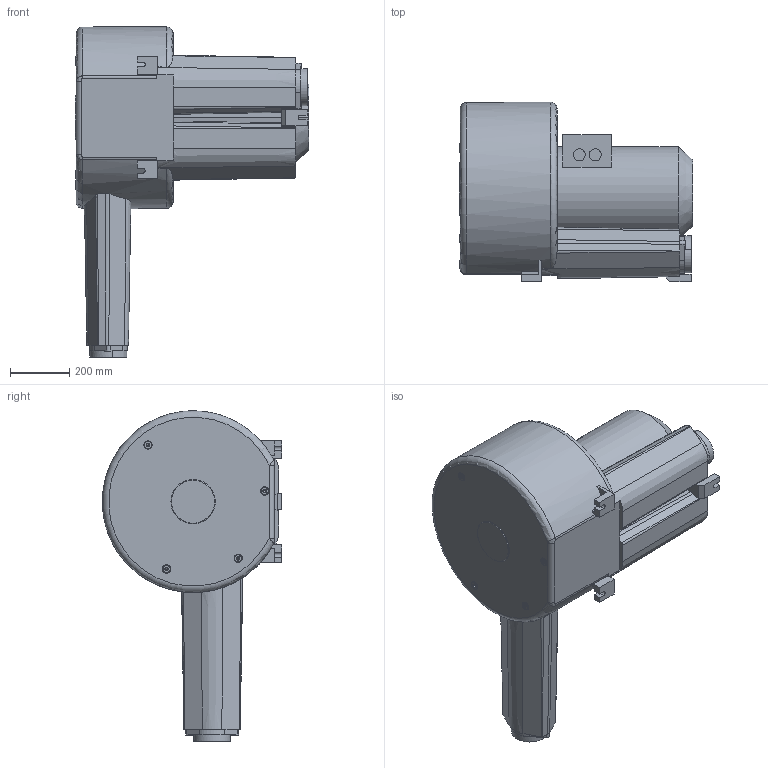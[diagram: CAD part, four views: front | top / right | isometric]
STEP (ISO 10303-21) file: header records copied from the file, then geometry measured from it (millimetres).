
FILE_DESCRIPTION((''),'2;1');
FILE_NAME('VSC1050_2ST252_7_GEWFL_ASM','2009-10-05T',('rnennstiel'),('MTC GmbH'),'PRO/ENGINEER BY PARAMETRIC TECHNOLOGY CORPORATION, 2008310','PRO/ENGINEER BY PARAMETRIC TECHNOLOGY CORPORATION, 2008310','');
FILE_SCHEMA(('AUTOMOTIVE_DESIGN_CC2 { 1 2 10303 214 -1 1 5 2 }'));
Length unit declared in the file: millimetre
Products named in the file (3): VSC1050_2ST252_7; GEWINDEFLANSCH_4_ZOLL; VSC1050_2ST252_7_GEWFL_ASM
Assembly tree (3 placements, depth 2):
  VSC1050_2ST252_7_GEWFL_ASM
    VSC1050_2ST252_7
    GEWINDEFLANSCH_4_ZOLL  x2
Bounding box: 792 x 607.5 x 1117.66 mm (x, y, z)
Volume: 151564472.1 mm3; surface area: 3168341.3 mm2
Topology: 3 solids, 15 shells, 1000 faces, 2720 edges, 1794 vertices
Faces by surface type: extrusion 414, plane 382, cylinder 144, cone 46, torus 12, bspline 2
Entity records: 34307 total; most frequent: CARTESIAN_POINT 11396, ORIENTED_EDGE 5180, DIRECTION 3577, EDGE_CURVE 2612, VERTEX_POINT 1736, VECTOR 1697, B_SPLINE_CURVE_WITH_KNOTS 1365, LINE 1283
